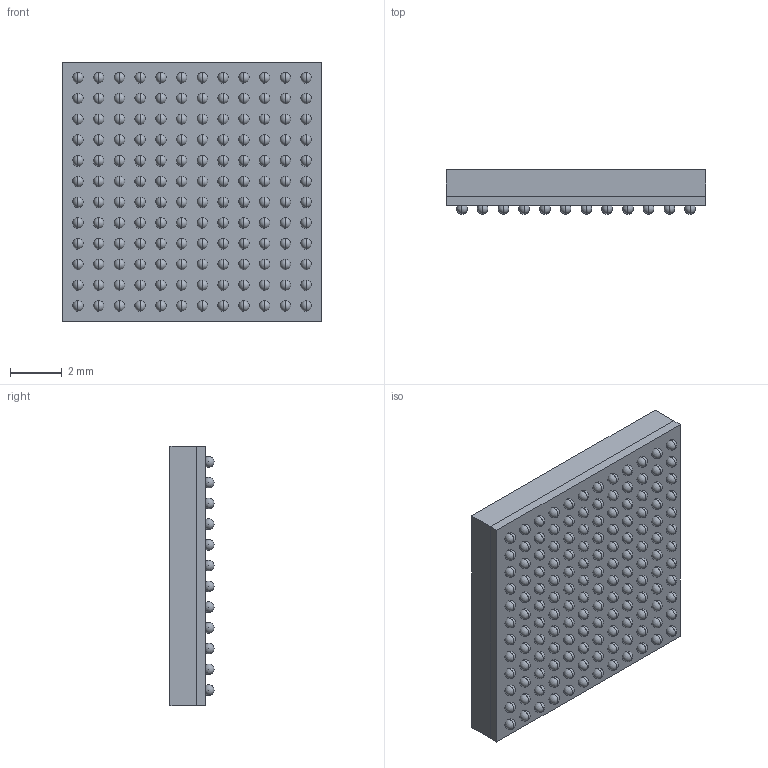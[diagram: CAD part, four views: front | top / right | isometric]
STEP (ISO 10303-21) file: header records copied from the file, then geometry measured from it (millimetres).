
FILE_DESCRIPTION (( 'STEP AP214' ), '1' );
FILE_NAME ( 'BGA144CP80_12X12_1000X1000X170B45.STEP', '2018-09-20T16:49:30', ( '' ), ( '' ), 'Part was generated with the free Library Expert Lite available at www.PCBLibraries.com. Removing line will violate the End User License Agreement.', '©2017 PCB Libraries, Inc.', '' );
FILE_SCHEMA (( 'AUTOMOTIVE_DESIGN' ));
Length unit declared in the file: millimetre
Products named in the file (1): BGA144CP80_12X12_1000X1000X170B45
Bounding box: 10 x 1.7 x 10 mm (x, y, z)
Volume: 142.4 mm3; surface area: 531 mm2
Topology: 146 solids, 146 shells, 303 faces, 1038 edges, 740 vertices
Faces by surface type: sphere 288, plane 13, torus 2
Entity records: 8258 total; most frequent: DIRECTION 1220, CARTESIAN_POINT 930, ORIENTED_EDGE 636, AXIS2_PLACEMENT_3D 598, STYLED_ITEM 450, PRESENTATION_LAYER_ASSIGNMENT 450, MECHANICAL_DESIGN_GEOMETRIC_PRESENTATION_REPRESENTATION 450, EDGE_CURVE 318
